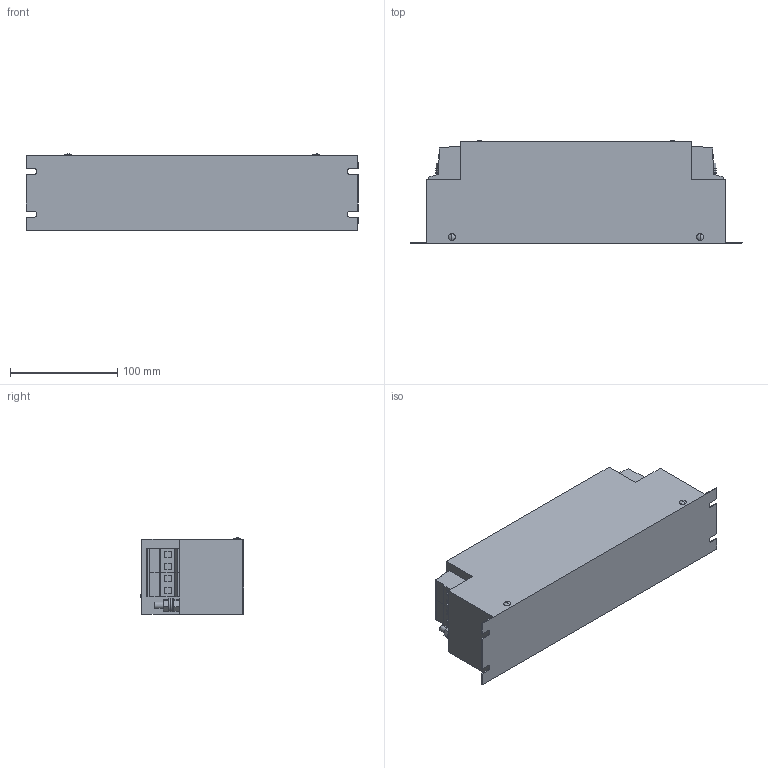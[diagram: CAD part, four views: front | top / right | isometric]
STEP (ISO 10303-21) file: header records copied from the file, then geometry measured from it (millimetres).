
FILE_DESCRIPTION (( 'STEP AP214' ), '1' );
FILE_NAME ('194631.STEP', '2024-03-21T11:45:55', ( '' ), ( '' ), 'SwSTEP 2.0', 'SolidWorks 2022', '' );
FILE_SCHEMA (( 'AUTOMOTIVE_DESIGN' ));
Length unit declared in the file: millimetre
Products named in the file (1): 194631
Bounding box: 310 x 96.37 x 71.37 mm (x, y, z)
Volume: 1765721 mm3; surface area: 109497.5 mm2
Topology: 1 solids, 1 shells, 259 faces, 630 edges, 414 vertices
Faces by surface type: plane 199, cylinder 52, sphere 8
Entity records: 7550 total; most frequent: CARTESIAN_POINT 1304, DIRECTION 1266, ORIENTED_EDGE 1260, EDGE_CURVE 630, LINE 514, VECTOR 514, VERTEX_POINT 414, AXIS2_PLACEMENT_3D 376
